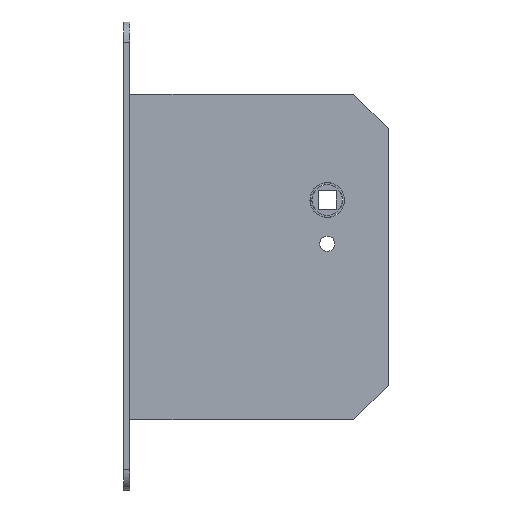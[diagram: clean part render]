
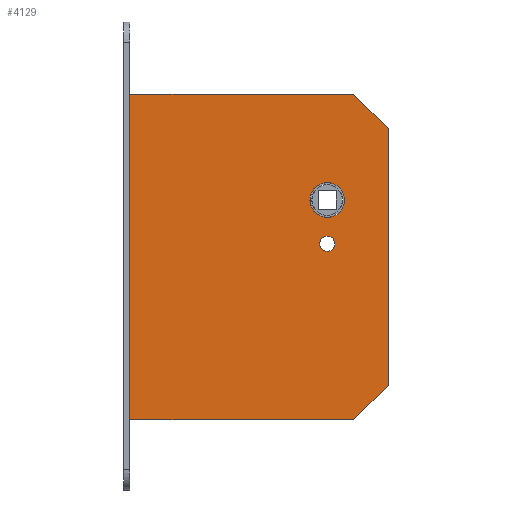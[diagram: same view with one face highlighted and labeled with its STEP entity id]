
A CAD part, top view. The second image highlights one B-rep face of the part: STEP entity #4129.
In plain terms, the highlighted planar face has unit normal (0, 0, 1).
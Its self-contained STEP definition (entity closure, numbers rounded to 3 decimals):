
#26 = CARTESIAN_POINT ( 'NONE',  ( -97., -108., 7.75 ) ) ;
#103 = CIRCLE ( 'NONE', #4236, 3.75 ) ;
#144 = CIRCLE ( 'NONE', #1321, 8.5 ) ;
#159 = ORIENTED_EDGE ( 'NONE', *, *, #3989, .T. ) ;
#185 = VERTEX_POINT ( 'NONE', #1522 ) ;
#259 = DIRECTION ( 'NONE',  ( 0., -1., 0. ) ) ;
#272 = VERTEX_POINT ( 'NONE', #5438 ) ;
#288 = VECTOR ( 'NONE', #3142, 1000. ) ;
#356 = CARTESIAN_POINT ( 'NONE',  ( 0., -21.5, 7.75 ) ) ;
#388 = DIRECTION ( 'NONE',  ( 0., 0., 1. ) ) ;
#449 = CARTESIAN_POINT ( 'NONE',  ( 30., -91., 7.75 ) ) ;
#479 = EDGE_CURVE ( 'NONE', #272, #2643, #103, .T. ) ;
#694 = VECTOR ( 'NONE', #4030, 1000. ) ;
#777 = CIRCLE ( 'NONE', #5247, 3.75 ) ;
#798 = AXIS2_PLACEMENT_3D ( 'NONE', #2046, #388, #2117 ) ;
#980 = VECTOR ( 'NONE', #1283, 1000. ) ;
#1015 = CARTESIAN_POINT ( 'NONE',  ( 0., 0., 7.75 ) ) ;
#1026 = CARTESIAN_POINT ( 'NONE',  ( -97., -108., 7.75 ) ) ;
#1058 = DIRECTION ( 'NONE',  ( 0.707, 0.707, 0. ) ) ;
#1110 = LINE ( 'NONE', #1503, #1694 ) ;
#1207 = EDGE_CURVE ( 'NONE', #5175, #3715, #2067, .T. ) ;
#1283 = DIRECTION ( 'NONE',  ( -0.707, 0.707, 0. ) ) ;
#1321 = AXIS2_PLACEMENT_3D ( 'NONE', #1393, #3154, #4452 ) ;
#1393 = CARTESIAN_POINT ( 'NONE',  ( 0., 0., 7.75 ) ) ;
#1480 = LINE ( 'NONE', #1026, #694 ) ;
#1503 = CARTESIAN_POINT ( 'NONE',  ( -97., 52., 7.75 ) ) ;
#1522 = CARTESIAN_POINT ( 'NONE',  ( 30., 35., 7.75 ) ) ;
#1684 = ORIENTED_EDGE ( 'NONE', *, *, #479, .F. ) ;
#1693 = ORIENTED_EDGE ( 'NONE', *, *, #3130, .T. ) ;
#1694 = VECTOR ( 'NONE', #259, 1000. ) ;
#1856 = CARTESIAN_POINT ( 'NONE',  ( 13., -108., 7.75 ) ) ;
#1931 = VERTEX_POINT ( 'NONE', #4341 ) ;
#2039 = ORIENTED_EDGE ( 'NONE', *, *, #4924, .T. ) ;
#2046 = CARTESIAN_POINT ( 'NONE',  ( 0., 0., 7.75 ) ) ;
#2067 = CIRCLE ( 'NONE', #798, 8.5 ) ;
#2103 = CARTESIAN_POINT ( 'NONE',  ( 0., -21.5, 7.75 ) ) ;
#2117 = DIRECTION ( 'NONE',  ( 1., 0., 0. ) ) ;
#2125 = DIRECTION ( 'NONE',  ( 0., 0., 1. ) ) ;
#2148 = LINE ( 'NONE', #3956, #5034 ) ;
#2246 = LINE ( 'NONE', #4371, #4850 ) ;
#2342 = PLANE ( 'NONE',  #3339 ) ;
#2381 = EDGE_CURVE ( 'NONE', #3465, #5163, #1110, .T. ) ;
#2539 = CARTESIAN_POINT ( 'NONE',  ( 8.5, 0., 7.75 ) ) ;
#2643 = VERTEX_POINT ( 'NONE', #3349 ) ;
#2736 = CARTESIAN_POINT ( 'NONE',  ( -8.5, 0., 7.75 ) ) ;
#2817 = EDGE_CURVE ( 'NONE', #1931, #185, #5272, .T. ) ;
#2924 = ORIENTED_EDGE ( 'NONE', *, *, #4865, .F. ) ;
#2929 = LINE ( 'NONE', #4667, #980 ) ;
#3038 = CARTESIAN_POINT ( 'NONE',  ( -97., 52., 7.75 ) ) ;
#3112 = DIRECTION ( 'NONE',  ( 1., 0., 0. ) ) ;
#3130 = EDGE_CURVE ( 'NONE', #4483, #1931, #2246, .T. ) ;
#3142 = DIRECTION ( 'NONE',  ( 0., 1., 0. ) ) ;
#3154 = DIRECTION ( 'NONE',  ( 0., 0., 1. ) ) ;
#3160 = VERTEX_POINT ( 'NONE', #4810 ) ;
#3196 = FACE_BOUND ( 'NONE', #3215, .T. ) ;
#3215 = EDGE_LOOP ( 'NONE', ( #1684, #5377 ) ) ;
#3229 = FACE_BOUND ( 'NONE', #3901, .T. ) ;
#3339 = AXIS2_PLACEMENT_3D ( 'NONE', #1015, #5295, #3112 ) ;
#3349 = CARTESIAN_POINT ( 'NONE',  ( 3.75, -21.5, 7.75 ) ) ;
#3458 = EDGE_CURVE ( 'NONE', #185, #3160, #2929, .T. ) ;
#3465 = VERTEX_POINT ( 'NONE', #3038 ) ;
#3558 = DIRECTION ( 'NONE',  ( 1., 0., 0. ) ) ;
#3715 = VERTEX_POINT ( 'NONE', #2736 ) ;
#3826 = DIRECTION ( 'NONE',  ( 1., 0., 0. ) ) ;
#3901 = EDGE_LOOP ( 'NONE', ( #2924, #5530 ) ) ;
#3923 = ORIENTED_EDGE ( 'NONE', *, *, #2381, .T. ) ;
#3956 = CARTESIAN_POINT ( 'NONE',  ( 13., 52., 7.75 ) ) ;
#3989 = EDGE_CURVE ( 'NONE', #3160, #3465, #2148, .T. ) ;
#4030 = DIRECTION ( 'NONE',  ( 1., 0., 0. ) ) ;
#4129 = ADVANCED_FACE ( 'NONE', ( #3196, #4849, #3229 ), #2342, .T. ) ;
#4236 = AXIS2_PLACEMENT_3D ( 'NONE', #356, #5487, #3558 ) ;
#4341 = CARTESIAN_POINT ( 'NONE',  ( 30., -91., 7.75 ) ) ;
#4371 = CARTESIAN_POINT ( 'NONE',  ( 13., -108., 7.75 ) ) ;
#4452 = DIRECTION ( 'NONE',  ( 1., 0., 0. ) ) ;
#4483 = VERTEX_POINT ( 'NONE', #1856 ) ;
#4667 = CARTESIAN_POINT ( 'NONE',  ( 30., 35., 7.75 ) ) ;
#4721 = ORIENTED_EDGE ( 'NONE', *, *, #3458, .T. ) ;
#4810 = CARTESIAN_POINT ( 'NONE',  ( 13., 52., 7.75 ) ) ;
#4849 = FACE_OUTER_BOUND ( 'NONE', #5177, .T. ) ;
#4850 = VECTOR ( 'NONE', #1058, 1000. ) ;
#4865 = EDGE_CURVE ( 'NONE', #3715, #5175, #144, .T. ) ;
#4924 = EDGE_CURVE ( 'NONE', #5163, #4483, #1480, .T. ) ;
#4995 = ORIENTED_EDGE ( 'NONE', *, *, #2817, .T. ) ;
#5034 = VECTOR ( 'NONE', #5181, 1000. ) ;
#5163 = VERTEX_POINT ( 'NONE', #26 ) ;
#5175 = VERTEX_POINT ( 'NONE', #2539 ) ;
#5177 = EDGE_LOOP ( 'NONE', ( #159, #3923, #2039, #1693, #4995, #4721 ) ) ;
#5179 = EDGE_CURVE ( 'NONE', #2643, #272, #777, .T. ) ;
#5181 = DIRECTION ( 'NONE',  ( -1., 0., 0. ) ) ;
#5247 = AXIS2_PLACEMENT_3D ( 'NONE', #2103, #2125, #3826 ) ;
#5272 = LINE ( 'NONE', #449, #288 ) ;
#5295 = DIRECTION ( 'NONE',  ( 0., 0., 1. ) ) ;
#5377 = ORIENTED_EDGE ( 'NONE', *, *, #5179, .F. ) ;
#5438 = CARTESIAN_POINT ( 'NONE',  ( -3.75, -21.5, 7.75 ) ) ;
#5487 = DIRECTION ( 'NONE',  ( 0., 0., 1. ) ) ;
#5530 = ORIENTED_EDGE ( 'NONE', *, *, #1207, .F. ) ;
